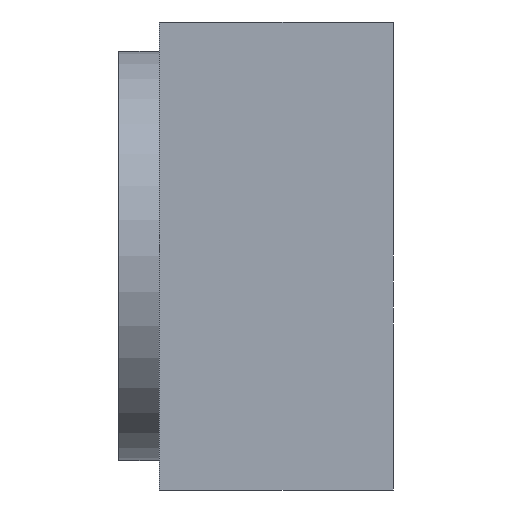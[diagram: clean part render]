
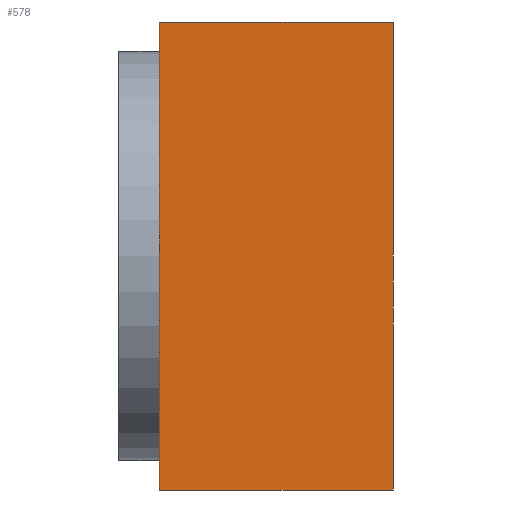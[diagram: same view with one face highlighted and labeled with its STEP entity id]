
A CAD part, left-side view. The second image highlights one B-rep face of the part: STEP entity #578.
In plain terms, the highlighted planar face has unit normal (-1, 0, 0).
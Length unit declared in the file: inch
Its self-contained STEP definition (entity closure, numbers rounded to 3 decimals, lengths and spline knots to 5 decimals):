
#38 = LINE ( 'NONE', #1020, #1835 ) ;
#44 = DIRECTION ( 'NONE',  ( 1., 0., 0. ) ) ;
#66 = LINE ( 'NONE', #1372, #369 ) ;
#81 = VERTEX_POINT ( 'NONE', #1309 ) ;
#86 = VECTOR ( 'NONE', #1730, 39.37008 ) ;
#178 = EDGE_CURVE ( 'NONE', #1229, #81, #66, .T. ) ;
#208 = PLANE ( 'NONE',  #1387 ) ;
#221 = DIRECTION ( 'NONE',  ( 0., 0., 1. ) ) ;
#262 = EDGE_CURVE ( 'NONE', #451, #1229, #379, .T. ) ;
#297 = ORIENTED_EDGE ( 'NONE', *, *, #178, .T. ) ;
#302 = EDGE_LOOP ( 'NONE', ( #297, #908, #1614, #2086 ) ) ;
#357 = DIRECTION ( 'NONE',  ( 0., 0., -1. ) ) ;
#369 = VECTOR ( 'NONE', #221, 39.37008 ) ;
#379 = LINE ( 'NONE', #1041, #1574 ) ;
#451 = VERTEX_POINT ( 'NONE', #627 ) ;
#461 = VERTEX_POINT ( 'NONE', #806 ) ;
#578 = ADVANCED_FACE ( 'NONE', ( #1503 ), #208, .F. ) ;
#627 = CARTESIAN_POINT ( 'NONE',  ( 0., 0.07874, -0.23622 ) ) ;
#783 = LINE ( 'NONE', #2078, #86 ) ;
#797 = EDGE_CURVE ( 'NONE', #451, #461, #783, .T. ) ;
#806 = CARTESIAN_POINT ( 'NONE',  ( 0., 0.07874, 0.07874 ) ) ;
#861 = CARTESIAN_POINT ( 'NONE',  ( 0., 0.07874, 0.07874 ) ) ;
#908 = ORIENTED_EDGE ( 'NONE', *, *, #2025, .F. ) ;
#1020 = CARTESIAN_POINT ( 'NONE',  ( 0., 0., 0.07874 ) ) ;
#1041 = CARTESIAN_POINT ( 'NONE',  ( 0., 0., -0.23622 ) ) ;
#1229 = VERTEX_POINT ( 'NONE', #1415 ) ;
#1309 = CARTESIAN_POINT ( 'NONE',  ( 0., -0.07874, 0.07874 ) ) ;
#1365 = DIRECTION ( 'NONE',  ( 0., -1., 0. ) ) ;
#1372 = CARTESIAN_POINT ( 'NONE',  ( 0., -0.07874, 0.07874 ) ) ;
#1387 = AXIS2_PLACEMENT_3D ( 'NONE', #861, #44, #357 ) ;
#1415 = CARTESIAN_POINT ( 'NONE',  ( 0., -0.07874, -0.23622 ) ) ;
#1503 = FACE_OUTER_BOUND ( 'NONE', #302, .T. ) ;
#1574 = VECTOR ( 'NONE', #1687, 39.37008 ) ;
#1614 = ORIENTED_EDGE ( 'NONE', *, *, #797, .F. ) ;
#1687 = DIRECTION ( 'NONE',  ( 0., -1., 0. ) ) ;
#1730 = DIRECTION ( 'NONE',  ( 0., 0., 1. ) ) ;
#1835 = VECTOR ( 'NONE', #1365, 39.37008 ) ;
#2025 = EDGE_CURVE ( 'NONE', #461, #81, #38, .T. ) ;
#2078 = CARTESIAN_POINT ( 'NONE',  ( 0., 0.07874, 0.07874 ) ) ;
#2086 = ORIENTED_EDGE ( 'NONE', *, *, #262, .T. ) ;
